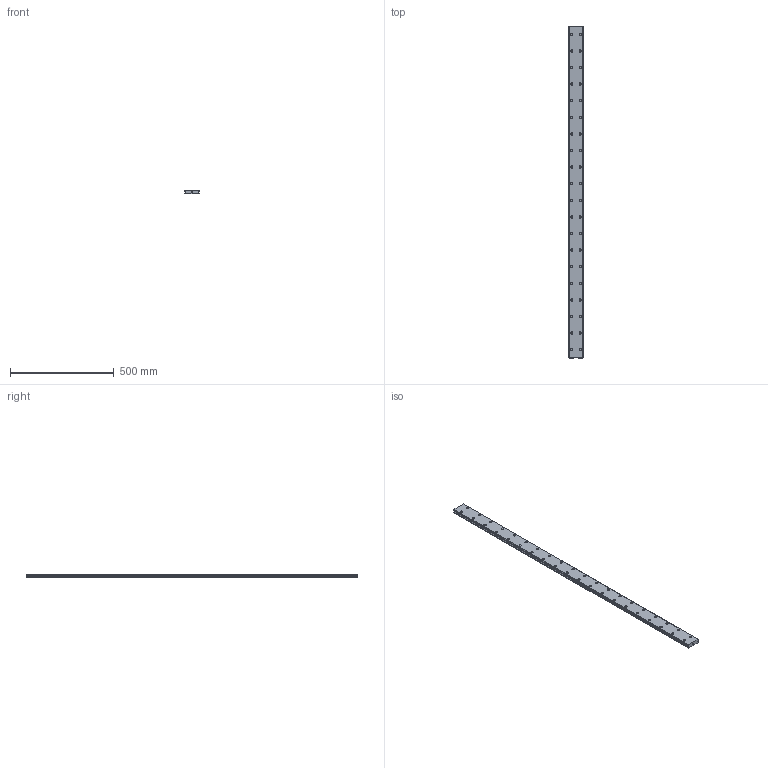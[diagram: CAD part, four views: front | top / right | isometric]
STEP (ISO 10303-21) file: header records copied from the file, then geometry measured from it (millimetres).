
FILE_DESCRIPTION(('STEP AP214'),'1');
FILE_NAME('cctmp_1CA12C29-3F38-481E-AD1B-FF22A444B4ED_2021_03_09_10_07_16_0864..stp','2021-03-09T09:07:17',('HIWIN GmbH'),('CADClick - www.CADClick.com'),'Spatial InterOp 3D',' ','unknown authorization');
FILE_SCHEMA(('AUTOMOTIVE_DESIGN'));
Length unit declared in the file: millimetre
Products named in the file (1): WER35R1600H_FILE
Bounding box: 69 x 1600 x 19 mm (x, y, z)
Volume: 1930792.4 mm3; surface area: 312918.3 mm2
Topology: 1 solids, 1 shells, 463 faces, 1011 edges, 674 vertices
Faces by surface type: cylinder 258, plane 205
Entity records: 16629 total; most frequent: DIRECTION 2455, CARTESIAN_POINT 2149, ORIENTED_EDGE 2022, EDGE_CURVE 1011, AXIS2_PLACEMENT_3D 980, VERTEX_POINT 674, EDGE_LOOP 587, CIRCLE 516
